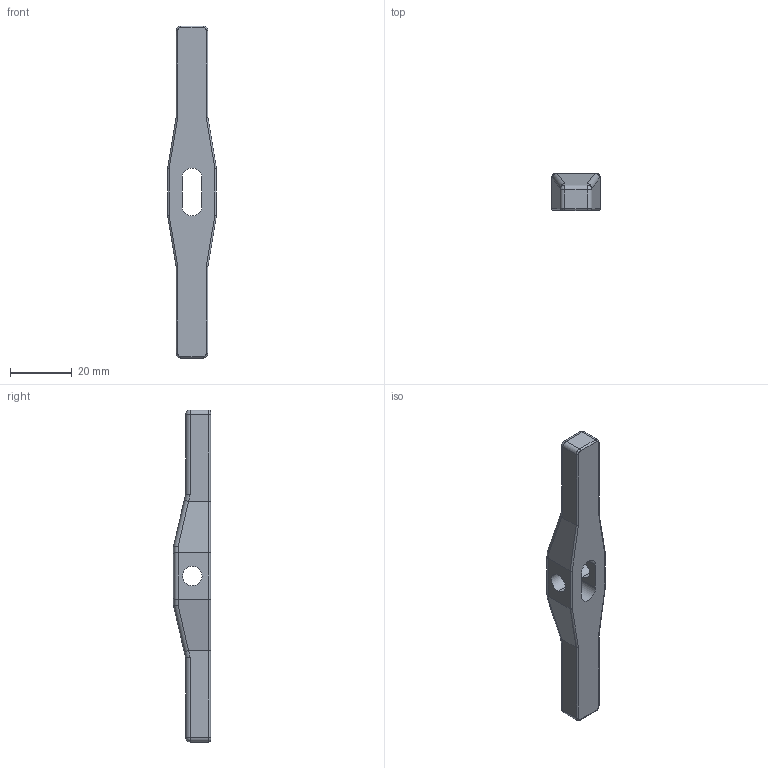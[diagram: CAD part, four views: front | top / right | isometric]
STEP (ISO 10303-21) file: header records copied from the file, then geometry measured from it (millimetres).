
FILE_DESCRIPTION((''),'2;1');
FILE_NAME('ILC91520509','2020-02-05T',('npeters'),(''),'PRO/ENGINEER BY PARAMETRIC TECHNOLOGY CORPORATION, 2013320','PRO/ENGINEER BY PARAMETRIC TECHNOLOGY CORPORATION, 2013320','');
FILE_SCHEMA(('AUTOMOTIVE_DESIGN { 1 0 10303 214 1 1 1 1 }'));
Length unit declared in the file: inch
Products named in the file (1): ILC91520509
Bounding box: 15.88 x 12.06 x 107.95 mm (x, y, z)
Volume: 11024.5 mm3; surface area: 4922.6 mm2
Topology: 1 solids, 1 shells, 70 faces, 168 edges, 100 vertices
Faces by surface type: cylinder 42, plane 20, torus 4, sphere 4
Entity records: 3032 total; most frequent: CARTESIAN_POINT 582, ORIENTED_EDGE 336, DIRECTION 316, PRESENTATION_STYLE_ASSIGNMENT 209, STYLED_ITEM 169, CURVE_STYLE 168, EDGE_CURVE 168, AXIS2_PLACEMENT_3D 110
